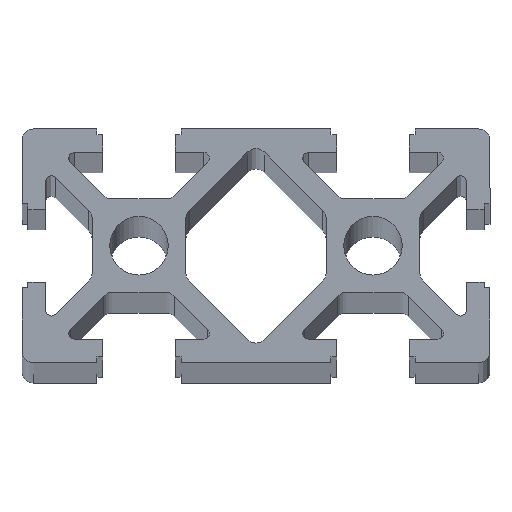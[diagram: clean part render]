
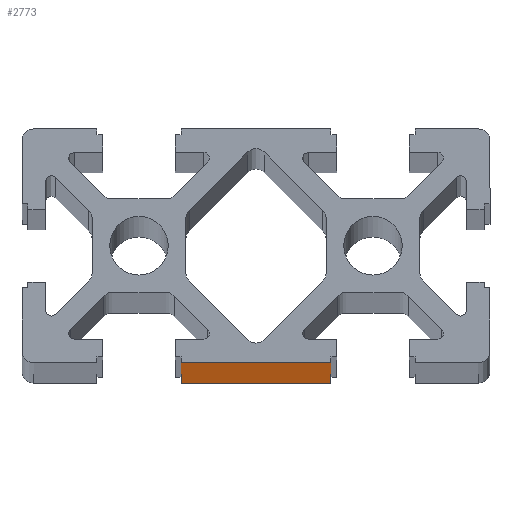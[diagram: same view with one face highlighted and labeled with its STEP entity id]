
A CAD part, top view. The second image highlights one B-rep face of the part: STEP entity #2773.
In plain terms, the highlighted planar face has unit normal (0, -1, 0).
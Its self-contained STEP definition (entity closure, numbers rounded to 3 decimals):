
#110 = CARTESIAN_POINT ( 'NONE',  ( 28.594, 20.687, 1000. ) ) ;
#193 = VECTOR ( 'NONE', #2893, 1000. ) ;
#278 = CARTESIAN_POINT ( 'NONE',  ( 28.594, 20.687, 0. ) ) ;
#430 = EDGE_CURVE ( 'NONE', #1046, #1059, #1411, .T. ) ;
#443 = FACE_OUTER_BOUND ( 'NONE', #1482, .T. ) ;
#472 = CARTESIAN_POINT ( 'NONE',  ( 28.594, 20.687, 0. ) ) ;
#643 = CARTESIAN_POINT ( 'NONE',  ( 15.794, 20.687, 1000. ) ) ;
#710 = PLANE ( 'NONE',  #1748 ) ;
#808 = CARTESIAN_POINT ( 'NONE',  ( 15.794, 20.687, 0. ) ) ;
#1046 = VERTEX_POINT ( 'NONE', #2163 ) ;
#1059 = VERTEX_POINT ( 'NONE', #643 ) ;
#1101 = VECTOR ( 'NONE', #2506, 1000. ) ;
#1411 = LINE ( 'NONE', #1450, #2390 ) ;
#1450 = CARTESIAN_POINT ( 'NONE',  ( 15.794, 20.687, 0. ) ) ;
#1482 = EDGE_LOOP ( 'NONE', ( #2220, #1720, #4069, #3093 ) ) ;
#1566 = EDGE_CURVE ( 'NONE', #3377, #2886, #3220, .T. ) ;
#1647 = EDGE_CURVE ( 'NONE', #1046, #3377, #4177, .T. ) ;
#1720 = ORIENTED_EDGE ( 'NONE', *, *, #430, .F. ) ;
#1748 = AXIS2_PLACEMENT_3D ( 'NONE', #808, #2177, #2785 ) ;
#1838 = VECTOR ( 'NONE', #2782, 1000. ) ;
#2005 = EDGE_CURVE ( 'NONE', #1059, #2886, #2462, .T. ) ;
#2163 = CARTESIAN_POINT ( 'NONE',  ( 15.794, 20.687, 0. ) ) ;
#2177 = DIRECTION ( 'NONE',  ( 0., -1., 0. ) ) ;
#2220 = ORIENTED_EDGE ( 'NONE', *, *, #2005, .F. ) ;
#2390 = VECTOR ( 'NONE', #3344, 1000. ) ;
#2462 = LINE ( 'NONE', #3769, #1101 ) ;
#2472 = CARTESIAN_POINT ( 'NONE',  ( 15.794, 20.687, 0. ) ) ;
#2506 = DIRECTION ( 'NONE',  ( 1., 0., 0. ) ) ;
#2773 = ADVANCED_FACE ( 'NONE', ( #443 ), #710, .T. ) ;
#2782 = DIRECTION ( 'NONE',  ( 1., 0., 0. ) ) ;
#2785 = DIRECTION ( 'NONE',  ( 0., 0., -1. ) ) ;
#2886 = VERTEX_POINT ( 'NONE', #110 ) ;
#2893 = DIRECTION ( 'NONE',  ( 0., 0., 1. ) ) ;
#3093 = ORIENTED_EDGE ( 'NONE', *, *, #1566, .T. ) ;
#3220 = LINE ( 'NONE', #278, #193 ) ;
#3344 = DIRECTION ( 'NONE',  ( 0., 0., 1. ) ) ;
#3377 = VERTEX_POINT ( 'NONE', #472 ) ;
#3769 = CARTESIAN_POINT ( 'NONE',  ( 15.794, 20.687, 1000. ) ) ;
#4069 = ORIENTED_EDGE ( 'NONE', *, *, #1647, .T. ) ;
#4177 = LINE ( 'NONE', #2472, #1838 ) ;
